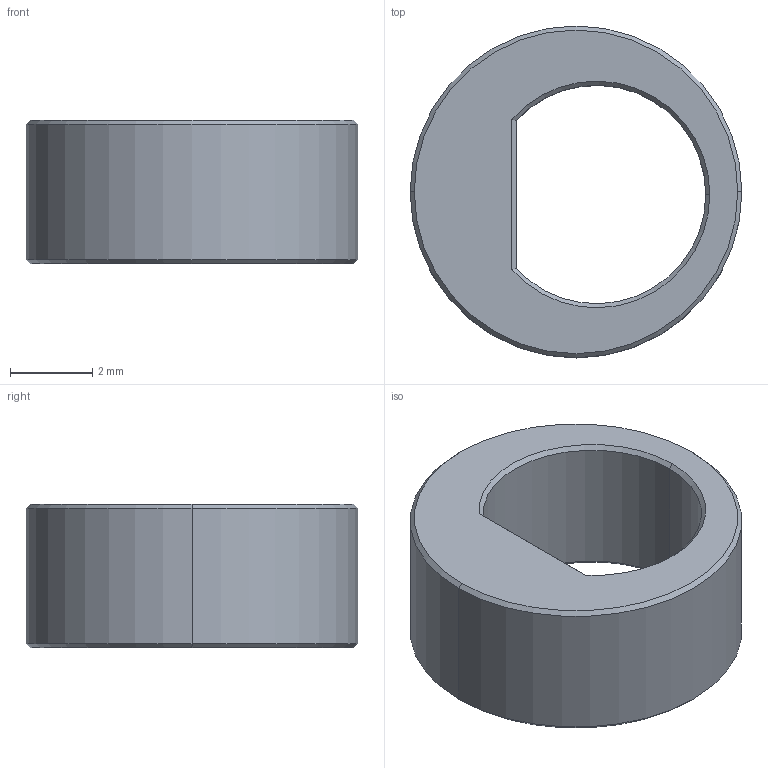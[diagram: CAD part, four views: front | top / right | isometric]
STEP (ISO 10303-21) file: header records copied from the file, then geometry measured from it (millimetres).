
FILE_DESCRIPTION (( 'STEP AP214' ), '1' );
FILE_NAME ('off-shaft-0.STEP', '2022-05-02T08:29:33', ( '' ), ( '' ), 'SwSTEP 2.0', 'SolidWorks 2021', '' );
FILE_SCHEMA (( 'AUTOMOTIVE_DESIGN' ));
Length unit declared in the file: millimetre
Products named in the file (1): off-shaft-0
Bounding box: 8.08 x 8.08 x 3.5 mm (x, y, z)
Volume: 107.3 mm3; surface area: 202.8 mm2
Topology: 1 solids, 1 shells, 16 faces, 33 edges, 19 vertices
Faces by surface type: cone 7, plane 5, cylinder 4
Entity records: 462 total; most frequent: CARTESIAN_POINT 81, DIRECTION 78, ORIENTED_EDGE 66, EDGE_CURVE 33, AXIS2_PLACEMENT_3D 32, VERTEX_POINT 19, EDGE_LOOP 18, ADVANCED_FACE 16
